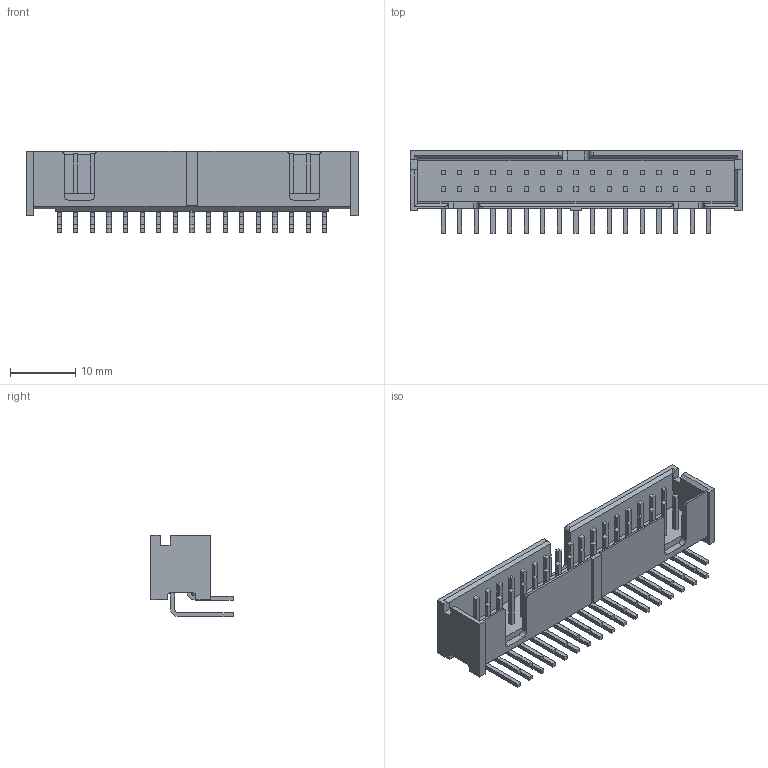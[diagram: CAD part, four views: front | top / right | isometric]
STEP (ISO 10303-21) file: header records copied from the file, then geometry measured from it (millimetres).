
FILE_DESCRIPTION((''),'2;1');
FILE_NAME('C-5103311-7','2018-12-03T02:41:39',('workeradm'),('TE Connectivity Ltd.'),'CREO PARAMETRIC BY PTC INC, 2018190','CREO PARAMETRIC BY PTC INC, 2018190','');
FILE_SCHEMA(('AUTOMOTIVE_DESIGN { 1 0 10303 214 1 1 1 1 }'));
Length unit declared in the file: millimetre
Products named in the file (1): C-5103311-7
Bounding box: 50.8 x 12.57 x 12.45 mm (x, y, z)
Volume: 1983.9 mm3; surface area: 3860.4 mm2
Topology: 1 solids, 1 shells, 525 faces, 1355 edges, 900 vertices
Faces by surface type: plane 440, cylinder 85
Entity records: 15854 total; most frequent: CARTESIAN_POINT 2822, ORIENTED_EDGE 2710, DIRECTION 2557, EDGE_CURVE 1355, VECTOR 1179, LINE 1179, VERTEX_POINT 900, AXIS2_PLACEMENT_3D 689
